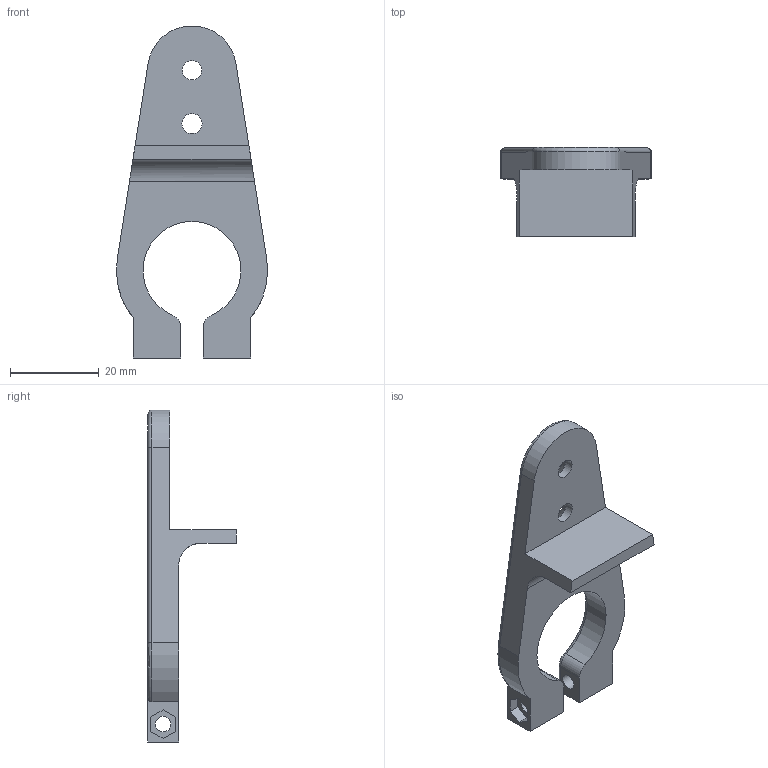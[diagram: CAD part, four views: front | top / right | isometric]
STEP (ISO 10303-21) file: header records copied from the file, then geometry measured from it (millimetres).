
FILE_DESCRIPTION(/* description */ (''),/* implementation_level */ '2;1');
FILE_NAME(/* name */ 'Main Switch Holder.step',/* time_stamp */ '2021-03-16T12:38:13+01:00',/* author */ (''),/* organization */ (''),/* preprocessor_version */ 'ST-DEVELOPER v18.1',/* originating_system */ 'Autodesk Translation Framework v9.10.0.1330',/* authorisation */ '');
FILE_SCHEMA (('AUTOMOTIVE_DESIGN { 1 0 10303 214 3 1 1 }'));
Length unit declared in the file: millimetre
Products named in the file (1): Main Switch Holder
Bounding box: 34 x 20 x 74.68 mm (x, y, z)
Volume: 10195.9 mm3; surface area: 5738.8 mm2
Topology: 1 solids, 1 shells, 44 faces, 113 edges, 72 vertices
Faces by surface type: plane 21, cylinder 15, torus 6, cone 2
Full cylindrical faces by diameter (mm): 3.5 x2, 4.328 x1, 4.5 x1
Entity records: 1407 total; most frequent: CARTESIAN_POINT 248, DIRECTION 241, ORIENTED_EDGE 226, EDGE_CURVE 113, AXIS2_PLACEMENT_3D 85, VERTEX_POINT 72, LINE 71, VECTOR 71
